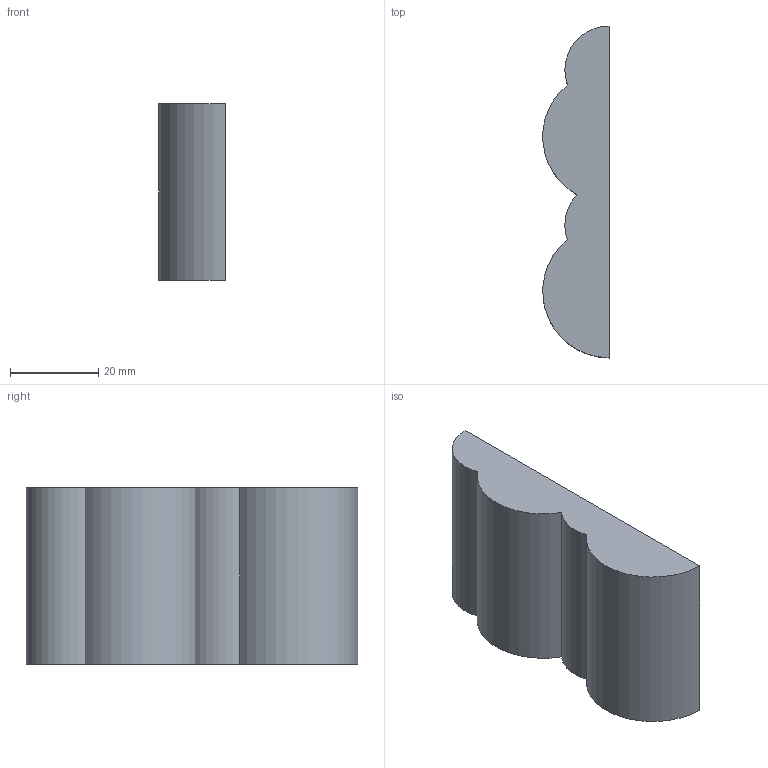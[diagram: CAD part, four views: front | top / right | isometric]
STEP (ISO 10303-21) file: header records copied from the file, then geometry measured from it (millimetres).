
FILE_DESCRIPTION(/* description */ (''),/* implementation_level */ '2;1');
FILE_NAME(/* name */ 'Cloud white.step',/* time_stamp */ '2025-03-27T14:57:54+05:30',/* author */ (''),/* organization */ (''),/* preprocessor_version */ 'ST-DEVELOPER v20.1',/* originating_system */ 'Autodesk Translation Framework v14.4.0.0',/* authorisation */ '');
FILE_SCHEMA (('AUTOMOTIVE_DESIGN { 1 0 10303 214 3 1 1 }'));
Length unit declared in the file: millimetre
Products named in the file (1): Weather Stn
Bounding box: 14.96 x 75 x 40 mm (x, y, z)
Volume: 34341.1 mm3; surface area: 8728.4 mm2
Topology: 1 solids, 1 shells, 13 faces, 24 edges, 16 vertices
Faces by surface type: cylinder 7, plane 6
Full cylindrical faces by diameter (mm): 3.2 x3
Entity records: 522 total; most frequent: DIRECTION 66, CARTESIAN_POINT 54, ORIENTED_EDGE 48, AXIS2_PLACEMENT_3D 28, PRESENTATION_STYLE_ASSIGNMENT 25, SURFACE_STYLE_USAGE 25, SURFACE_SIDE_STYLE 25, SURFACE_STYLE_FILL_AREA 25
